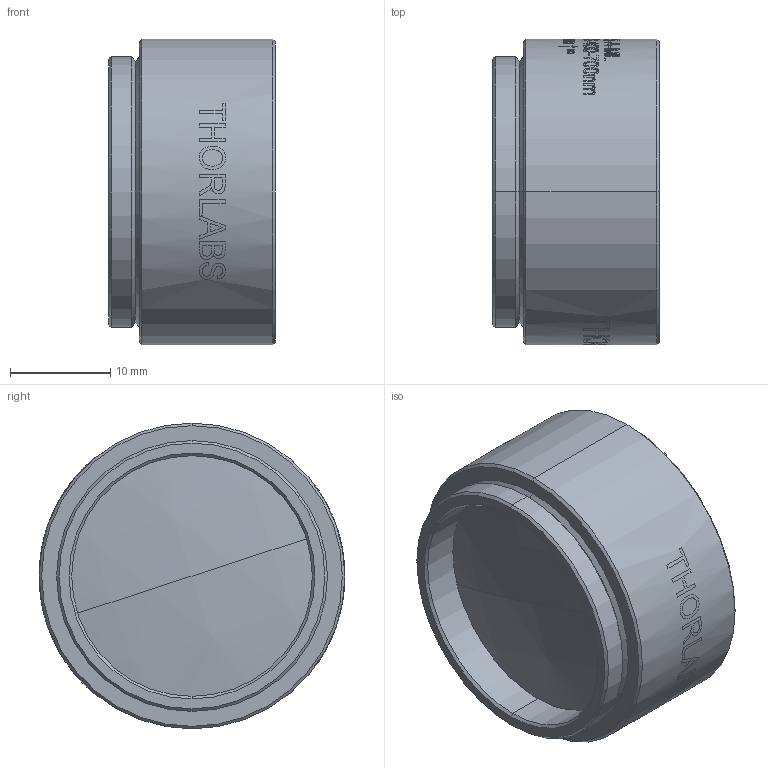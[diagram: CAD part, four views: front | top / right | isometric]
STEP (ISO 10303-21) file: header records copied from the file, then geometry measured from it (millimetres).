
FILE_DESCRIPTION (( 'STEP AP203' ), '1' );
FILE_NAME ('20591-E0W.STEP', '2015-03-10T18:01:00', ( 'admin' ), ( '' ), 'SwSTEP 2.0', 'SolidWorks 2014', '' );
FILE_SCHEMA (( 'CONFIG_CONTROL_DESIGN' ));
Length unit declared in the file: inch
Products named in the file (1): 20591-E0W
Bounding box: 16.61 x 30.48 x 30.48 mm (x, y, z)
Volume: 7679.2 mm3; surface area: 6599.2 mm2
Topology: 4 solids, 4 shells, 177 faces, 935 edges, 860 vertices
Faces by surface type: cylinder 113, cone 34, plane 13, bspline 9, sphere 8
Entity records: 18608 total; most frequent: CARTESIAN_POINT 11352, ORIENTED_EDGE 1870, DIRECTION 1064, EDGE_CURVE 935, VERTEX_POINT 860, B_SPLINE_CURVE_WITH_KNOTS 452, AXIS2_PLACEMENT_3D 434, EDGE_LOOP 275
